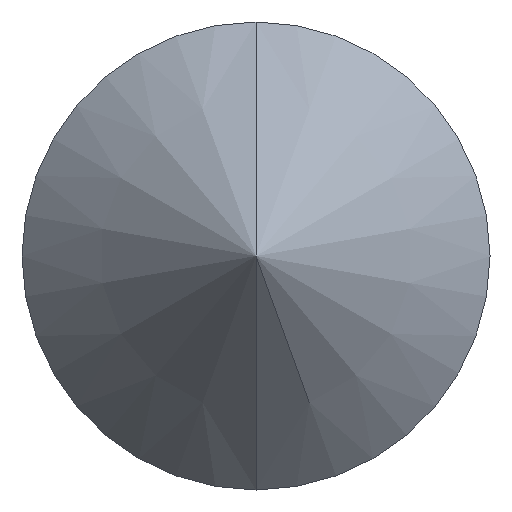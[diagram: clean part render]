
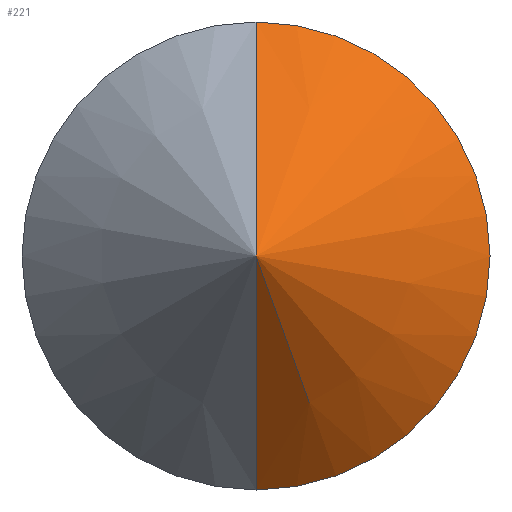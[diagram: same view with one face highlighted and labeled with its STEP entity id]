
A CAD part, front view. The second image highlights one B-rep face of the part: STEP entity #221.
In plain terms, the highlighted conical face has half-angle 45 degrees and reference radius 1000 mm.
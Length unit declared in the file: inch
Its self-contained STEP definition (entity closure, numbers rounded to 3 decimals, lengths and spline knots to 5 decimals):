
#10 = CIRCLE ( 'NONE', #330, 0.09375 ) ;
#29 = ORIENTED_EDGE ( 'NONE', *, *, #103, .T. ) ;
#30 = EDGE_LOOP ( 'NONE', ( #211, #243, #29 ) ) ;
#35 = CARTESIAN_POINT ( 'NONE',  ( 0., 0.09375, 0. ) ) ;
#43 = EDGE_CURVE ( 'NONE', #49, #186, #185, .T. ) ;
#49 = VERTEX_POINT ( 'NONE', #216 ) ;
#52 = DIRECTION ( 'NONE',  ( 0., 0.707, -0.707 ) ) ;
#66 = DIRECTION ( 'NONE',  ( 0., -1., 0. ) ) ;
#76 = CARTESIAN_POINT ( 'NONE',  ( 0., 0.09375, 0.09375 ) ) ;
#78 = CARTESIAN_POINT ( 'NONE',  ( 0., 0., 0. ) ) ;
#99 = EDGE_CURVE ( 'NONE', #49, #129, #170, .T. ) ;
#103 = EDGE_CURVE ( 'NONE', #186, #129, #10, .T. ) ;
#119 = VECTOR ( 'NONE', #253, 39.37008 ) ;
#129 = VERTEX_POINT ( 'NONE', #76 ) ;
#134 = VECTOR ( 'NONE', #52, 39.37008 ) ;
#143 = AXIS2_PLACEMENT_3D ( 'NONE', #152, #346, #203 ) ;
#152 = CARTESIAN_POINT ( 'NONE',  ( 0., 39.37008, 0. ) ) ;
#166 = CONICAL_SURFACE ( 'NONE', #143, 39.37008, 0.785 ) ;
#170 = LINE ( 'NONE', #277, #119 ) ;
#185 = LINE ( 'NONE', #78, #134 ) ;
#186 = VERTEX_POINT ( 'NONE', #317 ) ;
#194 = DIRECTION ( 'NONE',  ( 0., 0., -1. ) ) ;
#203 = DIRECTION ( 'NONE',  ( 0., 0., 1. ) ) ;
#211 = ORIENTED_EDGE ( 'NONE', *, *, #99, .F. ) ;
#216 = CARTESIAN_POINT ( 'NONE',  ( 0., 0., 0. ) ) ;
#221 = ADVANCED_FACE ( 'NONE', ( #298 ), #166, .T. ) ;
#243 = ORIENTED_EDGE ( 'NONE', *, *, #43, .T. ) ;
#253 = DIRECTION ( 'NONE',  ( 0., 0.707, 0.707 ) ) ;
#277 = CARTESIAN_POINT ( 'NONE',  ( 0., 0., 0. ) ) ;
#298 = FACE_OUTER_BOUND ( 'NONE', #30, .T. ) ;
#317 = CARTESIAN_POINT ( 'NONE',  ( 0., 0.09375, -0.09375 ) ) ;
#330 = AXIS2_PLACEMENT_3D ( 'NONE', #35, #66, #194 ) ;
#346 = DIRECTION ( 'NONE',  ( 0., 1., 0. ) ) ;
